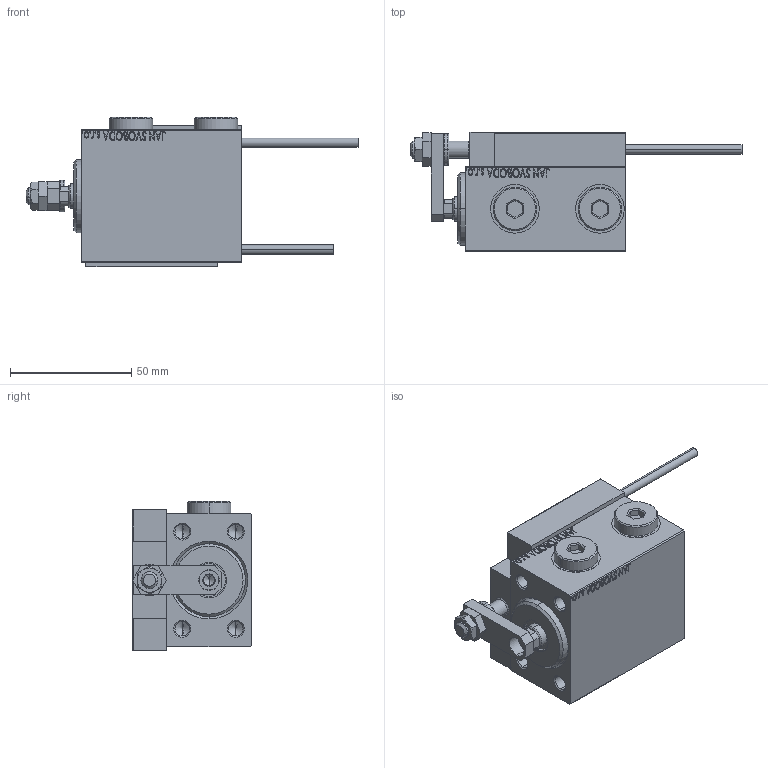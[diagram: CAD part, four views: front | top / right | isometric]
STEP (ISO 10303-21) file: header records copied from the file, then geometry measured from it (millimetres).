
FILE_DESCRIPTION (( 'STEP AP203' ), '1' );
FILE_NAME ('6a1e.STEP', '2024-02-13T07:53:24', ( '' ), ( '' ), 'SwSTEP 2.0', 'SolidWorks 2019', '' );
FILE_SCHEMA (( 'CONFIG_CONTROL_DESIGN' ));
Length unit declared in the file: millimetre
Products named in the file (17): NUT_D12 e92c024d1a671562bcbc550b1a554207; SWITCH DIM B,W e92c024d1a671562bcbc550b1a554207; SWITCH_X_FRONT_BACK e92c024d1a671562bcbc550b1a554207; KONCOVKA e92c024d1a671562bcbc550b1a554207; ALLEN BOLT D8 e92c024d1a671562bcbc550b1a554207; MAGNET e92c024d1a671562bcbc550b1a554207; 6a1e; TYC_L79 e92c024d1a671562bcbc550b1a554207; NUT_D10 e92c024d1a671562bcbc550b1a554207; ZARAZKA e92c024d1a671562bcbc550b1a554207; V450CM_VC_B e92c024d1a671562bcbc550b1a554207; ALLEN BOLT D5 e92c024d1a671562bcbc550b1a554207; SWITCH X e92c024d1a671562bcbc550b1a554207; V450CM_B_Body e92c024d1a671562bcbc550b1a554207; Zatka_OIL_PORT e92c024d1a671562bcbc550b1a554207; Block e92c024d1a671562bcbc550b1a554207; V450CM_B_VCP e92c024d1a671562bcbc550b1a554207
Assembly tree (27 placements, depth 3):
  6a1e
    V450CM_B_Body e92c024d1a671562bcbc550b1a554207
    V450CM_B_VCP e92c024d1a671562bcbc550b1a554207
    SWITCH X e92c024d1a671562bcbc550b1a554207
      SWITCH_X_FRONT_BACK e92c024d1a671562bcbc550b1a554207  x2
      TYC_L79 e92c024d1a671562bcbc550b1a554207
      Block e92c024d1a671562bcbc550b1a554207  x2
      ALLEN BOLT D5 e92c024d1a671562bcbc550b1a554207  x4
      ALLEN BOLT D8 e92c024d1a671562bcbc550b1a554207  x4
      MAGNET e92c024d1a671562bcbc550b1a554207  x2
      KONCOVKA e92c024d1a671562bcbc550b1a554207  x2
    NUT_D10 e92c024d1a671562bcbc550b1a554207
    NUT_D12 e92c024d1a671562bcbc550b1a554207
    SWITCH DIM B,W e92c024d1a671562bcbc550b1a554207
    ZARAZKA e92c024d1a671562bcbc550b1a554207
    V450CM_VC_B e92c024d1a671562bcbc550b1a554207
    Zatka_OIL_PORT e92c024d1a671562bcbc550b1a554207  x2
Bounding box: 136.7 x 49 x 61.4 mm (x, y, z)
Volume: 161308.1 mm3; surface area: 52316.2 mm2
Topology: 26 solids, 26 shells, 1372 faces, 3272 edges, 2070 vertices
Faces by surface type: plane 595, bspline 380, cylinder 200, cone 149, torus 44, sphere 4
Entity records: 52464 total; most frequent: CARTESIAN_POINT 26463, ORIENTED_EDGE 5452, DIRECTION 3779, EDGE_CURVE 2726, VERTEX_POINT 1770, VECTOR 1575, LINE 1575, EDGE_LOOP 1266
